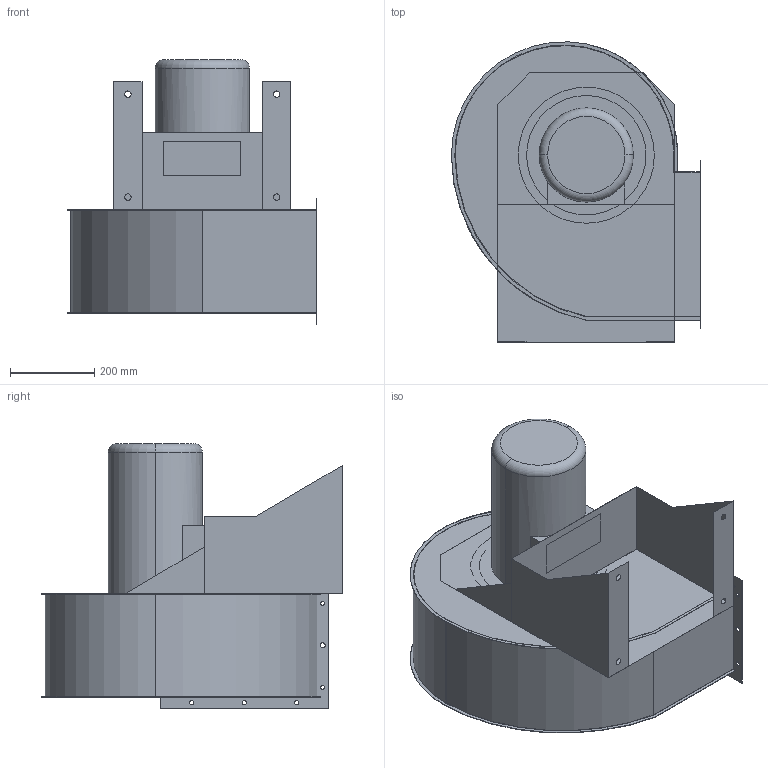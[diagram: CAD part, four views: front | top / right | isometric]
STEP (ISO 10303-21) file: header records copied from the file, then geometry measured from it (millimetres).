
FILE_DESCRIPTION (( 'STEP AP203' ), '1' );
FILE_NAME ('AL_ATX_355.STEP', '2023-01-11T14:35:57', ( '' ), ( '' ), 'SwSTEP 2.0', 'SolidWorks 2022', '' );
FILE_SCHEMA (( 'CONFIG_CONTROL_DESIGN' ));
Length unit declared in the file: millimetre
Products named in the file (1): AL_ATX_355
Bounding box: 593 x 714.85 x 630.2 mm (x, y, z)
Volume: 19562110.3 mm3; surface area: 3379000.1 mm2
Topology: 2 solids, 2 shells, 145 faces, 392 edges, 258 vertices
Faces by surface type: cylinder 74, plane 65, torus 6
Entity records: 4794 total; most frequent: DIRECTION 849, CARTESIAN_POINT 796, ORIENTED_EDGE 784, EDGE_CURVE 392, AXIS2_PLACEMENT_3D 311, VERTEX_POINT 258, LINE 227, VECTOR 227
